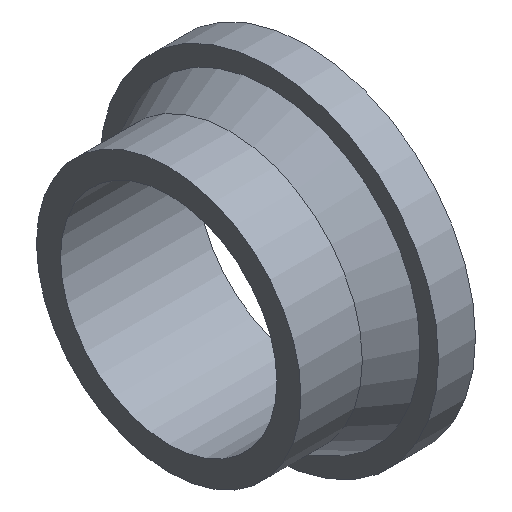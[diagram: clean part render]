
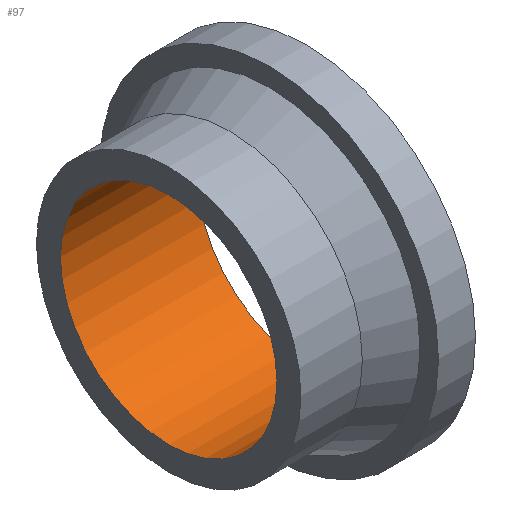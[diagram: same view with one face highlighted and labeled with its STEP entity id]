
A CAD part, isometric view. The second image highlights one B-rep face of the part: STEP entity #97.
In plain terms, the highlighted cylindrical face has radius 102.3 mm (diameter 204.6 mm), a full revolution.
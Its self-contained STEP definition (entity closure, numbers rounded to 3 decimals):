
#22=FACE_OUTER_BOUND('',#29,.T.);
#29=EDGE_LOOP('',(#72,#73,#74,#75));
#39=LINE('',#177,#43);
#43=VECTOR('',#144,102.3);
#47=CIRCLE('',#125,102.3);
#48=CIRCLE('',#126,102.3);
#54=VERTEX_POINT('',#174);
#55=VERTEX_POINT('',#176);
#61=EDGE_CURVE('',#54,#54,#47,.T.);
#62=EDGE_CURVE('',#54,#55,#39,.T.);
#63=EDGE_CURVE('',#55,#55,#48,.T.);
#72=ORIENTED_EDGE('',*,*,#61,.T.);
#73=ORIENTED_EDGE('',*,*,#62,.T.);
#74=ORIENTED_EDGE('',*,*,#63,.F.);
#75=ORIENTED_EDGE('',*,*,#62,.F.);
#94=CYLINDRICAL_SURFACE('',#124,102.3);
#97=ADVANCED_FACE('',(#22),#94,.F.);
#124=AXIS2_PLACEMENT_3D('',#173,#140,#141);
#125=AXIS2_PLACEMENT_3D('',#175,#142,#143);
#126=AXIS2_PLACEMENT_3D('',#178,#145,#146);
#140=DIRECTION('center_axis',(1.,0.,0.));
#141=DIRECTION('ref_axis',(0.,1.,0.));
#142=DIRECTION('center_axis',(1.,0.,0.));
#143=DIRECTION('ref_axis',(0.,0.,-1.));
#144=DIRECTION('',(-1.,0.,0.));
#145=DIRECTION('center_axis',(1.,0.,0.));
#146=DIRECTION('ref_axis',(0.,0.,-1.));
#173=CARTESIAN_POINT('Origin',(65.,0.,0.));
#174=CARTESIAN_POINT('',(130.,-102.3,0.));
#175=CARTESIAN_POINT('Origin',(130.,0.,0.));
#176=CARTESIAN_POINT('',(0.,-102.3,0.));
#177=CARTESIAN_POINT('',(65.,-102.3,0.));
#178=CARTESIAN_POINT('Origin',(0.,0.,0.));
